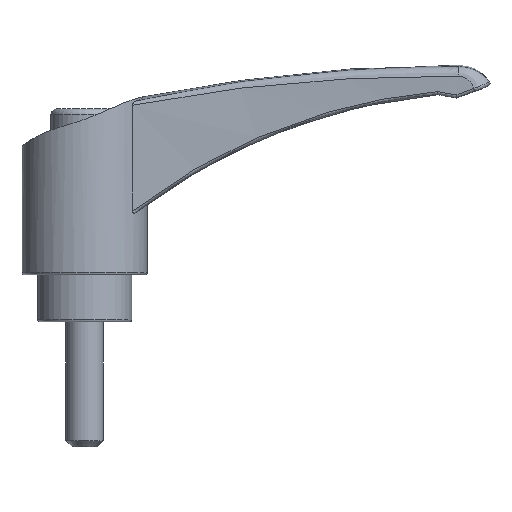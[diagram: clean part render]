
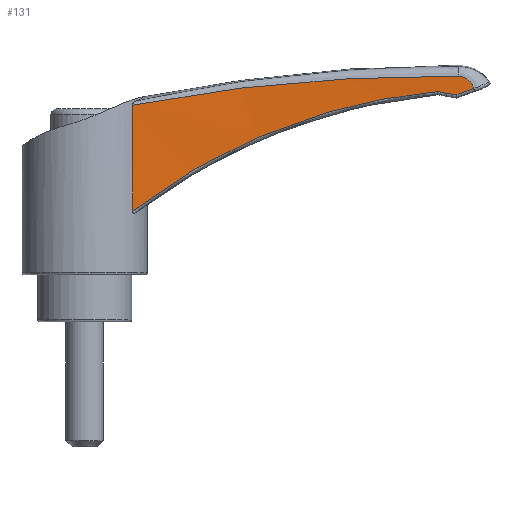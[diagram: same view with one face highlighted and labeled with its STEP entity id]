
A CAD part, front view. The second image highlights one B-rep face of the part: STEP entity #131.
In plain terms, the highlighted cylindrical face has radius 455.21 mm (diameter 910.421 mm), a partial arc.
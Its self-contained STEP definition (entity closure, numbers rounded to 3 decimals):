
#131 = ADVANCED_FACE( '', ( #283 ), #284, .F. );
#283 = FACE_OUTER_BOUND( '', #1898, .T. );
#284 = CYLINDRICAL_SURFACE( '', #1899, 455.21 );
#1898 = EDGE_LOOP( '', ( #2871, #2872, #2873, #2874, #2875, #2876 ) );
#1899 = AXIS2_PLACEMENT_3D( '', #2877, #2878, #2879 );
#2871 = ORIENTED_EDGE( '', *, *, #3098, .F. );
#2872 = ORIENTED_EDGE( '', *, *, #3140, .T. );
#2873 = ORIENTED_EDGE( '', *, *, #3043, .T. );
#2874 = ORIENTED_EDGE( '', *, *, #3141, .T. );
#2875 = ORIENTED_EDGE( '', *, *, #3131, .T. );
#2876 = ORIENTED_EDGE( '', *, *, #3135, .T. );
#2877 = CARTESIAN_POINT( '', ( 32.47, -460.96, 0. ) );
#2878 = DIRECTION( '', ( 0., 0., -1. ) );
#2879 = DIRECTION( '', ( 1., 0., 0. ) );
#3043 = EDGE_CURVE( '', #3221, #3219, #3222, .T. );
#3098 = EDGE_CURVE( '', #3307, #3309, #3310, .T. );
#3131 = EDGE_CURVE( '', #3345, #3353, #3354, .T. );
#3135 = EDGE_CURVE( '', #3353, #3309, #3358, .T. );
#3140 = EDGE_CURVE( '', #3307, #3221, #3365, .T. );
#3141 = EDGE_CURVE( '', #3219, #3345, #3366, .T. );
#3219 = VERTEX_POINT( '', #3775 );
#3221 = VERTEX_POINT( '', #3821 );
#3222 = B_SPLINE_CURVE_WITH_KNOTS( '', 3, ( #3822, #3823, #3824, #3825 ), .UNSPECIFIED., .F., .F., ( 4, 4 ), ( 0., 0.003 ), .UNSPECIFIED. );
#3307 = VERTEX_POINT( '', #4453 );
#3309 = VERTEX_POINT( '', #4502 );
#3310 = B_SPLINE_CURVE_WITH_KNOTS( '', 3, ( #4503, #4504, #4505, #4506 ), .UNSPECIFIED., .F., .F., ( 4, 4 ), ( 0.036, 0.975 ), .UNSPECIFIED. );
#3345 = VERTEX_POINT( '', #4880 );
#3353 = VERTEX_POINT( '', #4992 );
#3354 = B_SPLINE_CURVE_WITH_KNOTS( '', 3, ( #4993, #4994, #4995, #4996, #4997, #4998, #4999, #5000, #5001, #5002, #5003, #5004, #5005, #5006, #5007, #5008 ), .UNSPECIFIED., .F., .F., ( 4, 1, 1, 1, 1, 1, 1, 1, 1, 1, 1, 1, 1, 4 ), ( 0.145, 0.178, 0.211, 0.244, 0.304, 0.364, 0.427, 0.491, 0.618, 0.746, 0.81, 0.873, 0.936, 1. ), .UNSPECIFIED. );
#3358 = B_SPLINE_CURVE_WITH_KNOTS( '', 3, ( #5039, #5040, #5041, #5042, #5043, #5044, #5045, #5046, #5047, #5048, #5049, #5050, #5051, #5052, #5053, #5054, #5055, #5056, #5057, #5058, #5059 ), .UNSPECIFIED., .F., .F., ( 4, 1, 1, 1, 1, 1, 1, 1, 1, 1, 1, 1, 1, 1, 1, 1, 1, 1, 4 ), ( 0., 0.028, 0.056, 0.084, 0.112, 0.139, 0.167, 0.195, 0.223, 0.25, 0.376, 0.5, 0.625, 0.749, 0.8, 0.851, 0.901, 0.951, 1. ), .UNSPECIFIED. );
#3365 = B_SPLINE_CURVE_WITH_KNOTS( '', 3, ( #5066, #5067, #5068, #5069, #5070, #5071, #5072, #5073, #5074, #5075, #5076, #5077, #5078, #5079, #5080, #5081, #5082, #5083, #5084, #5085, #5086, #5087, #5088, #5089, #5090, #5091, #5092 ), .UNSPECIFIED., .F., .F., ( 4, 1, 1, 1, 1, 1, 2, 1, 2, 2, 1, 2, 1, 1, 1, 1, 1, 1, 1, 1, 4 ), ( 0., 0.003, 0.007, 0.01, 0.013, 0.017, 0.02, 0.021, 0.021, 0.021, 0.022, 0.023, 0.027, 0.03, 0.033, 0.037, 0.04, 0.043, 0.047, 0.05, 0.053 ), .UNSPECIFIED. );
#3366 = B_SPLINE_CURVE_WITH_KNOTS( '', 3, ( #5093, #5094, #5095, #5096 ), .UNSPECIFIED., .F., .F., ( 4, 4 ), ( 0., 0.003 ), .UNSPECIFIED. );
#3775 = CARTESIAN_POINT( '', ( 59.287, -6.541, 28.71 ) );
#3821 = CARTESIAN_POINT( '', ( 56.402, -6.38, 29.23 ) );
#3822 = CARTESIAN_POINT( '', ( 56.402, -6.38, 29.23 ) );
#3823 = CARTESIAN_POINT( '', ( 57.364, -6.43, 29.057 ) );
#3824 = CARTESIAN_POINT( '', ( 58.326, -6.484, 28.884 ) );
#3825 = CARTESIAN_POINT( '', ( 59.287, -6.541, 28.71 ) );
#4453 = CARTESIAN_POINT( '', ( 7.662, -6.426, 10.14 ) );
#4502 = CARTESIAN_POINT( '', ( 7.662, -6.426, 27.061 ) );
#4503 = CARTESIAN_POINT( '', ( 7.662, -6.426, 10.14 ) );
#4504 = CARTESIAN_POINT( '', ( 7.662, -6.426, 15.781 ) );
#4505 = CARTESIAN_POINT( '', ( 7.662, -6.426, 21.421 ) );
#4506 = CARTESIAN_POINT( '', ( 7.662, -6.426, 27.061 ) );
#4880 = CARTESIAN_POINT( '', ( 62.085, -6.714, 29.721 ) );
#4992 = CARTESIAN_POINT( '', ( 59.677, -6.564, 31.703 ) );
#4993 = CARTESIAN_POINT( '', ( 62.085, -6.714, 29.721 ) );
#4994 = CARTESIAN_POINT( '', ( 62.075, -6.714, 29.763 ) );
#4995 = CARTESIAN_POINT( '', ( 62.055, -6.712, 29.848 ) );
#4996 = CARTESIAN_POINT( '', ( 62.017, -6.71, 29.971 ) );
#4997 = CARTESIAN_POINT( '', ( 61.961, -6.706, 30.127 ) );
#4998 = CARTESIAN_POINT( '', ( 61.881, -6.701, 30.31 ) );
#4999 = CARTESIAN_POINT( '', ( 61.766, -6.694, 30.521 ) );
#5000 = CARTESIAN_POINT( '', ( 61.623, -6.684, 30.721 ) );
#5001 = CARTESIAN_POINT( '', ( 61.405, -6.671, 30.974 ) );
#5002 = CARTESIAN_POINT( '', ( 61.089, -6.65, 31.251 ) );
#5003 = CARTESIAN_POINT( '', ( 60.723, -6.628, 31.461 ) );
#5004 = CARTESIAN_POINT( '', ( 60.413, -6.608, 31.585 ) );
#5005 = CARTESIAN_POINT( '', ( 60.172, -6.594, 31.652 ) );
#5006 = CARTESIAN_POINT( '', ( 59.926, -6.579, 31.694 ) );
#5007 = CARTESIAN_POINT( '', ( 59.76, -6.569, 31.7 ) );
#5008 = CARTESIAN_POINT( '', ( 59.677, -6.564, 31.703 ) );
#5039 = CARTESIAN_POINT( '', ( 59.677, -6.564, 31.703 ) );
#5040 = CARTESIAN_POINT( '', ( 59.189, -6.535, 31.706 ) );
#5041 = CARTESIAN_POINT( '', ( 58.215, -6.478, 31.712 ) );
#5042 = CARTESIAN_POINT( '', ( 56.755, -6.398, 31.711 ) );
#5043 = CARTESIAN_POINT( '', ( 55.297, -6.322, 31.703 ) );
#5044 = CARTESIAN_POINT( '', ( 53.841, -6.251, 31.687 ) );
#5045 = CARTESIAN_POINT( '', ( 52.388, -6.185, 31.665 ) );
#5046 = CARTESIAN_POINT( '', ( 50.937, -6.124, 31.635 ) );
#5047 = CARTESIAN_POINT( '', ( 49.489, -6.068, 31.597 ) );
#5048 = CARTESIAN_POINT( '', ( 48.043, -6.016, 31.553 ) );
#5049 = CARTESIAN_POINT( '', ( 44.893, -5.913, 31.439 ) );
#5050 = CARTESIAN_POINT( '', ( 40.066, -5.798, 31.197 ) );
#5051 = CARTESIAN_POINT( '', ( 33.538, -5.736, 30.713 ) );
#5052 = CARTESIAN_POINT( '', ( 27.051, -5.767, 30.07 ) );
#5053 = CARTESIAN_POINT( '', ( 21.849, -5.866, 29.418 ) );
#5054 = CARTESIAN_POINT( '', ( 17.96, -5.979, 28.856 ) );
#5055 = CARTESIAN_POINT( '', ( 15.351, -6.069, 28.449 ) );
#5056 = CARTESIAN_POINT( '', ( 12.766, -6.174, 28.014 ) );
#5057 = CARTESIAN_POINT( '', ( 10.204, -6.292, 27.556 ) );
#5058 = CARTESIAN_POINT( '', ( 8.507, -6.382, 27.226 ) );
#5059 = CARTESIAN_POINT( '', ( 7.662, -6.426, 27.061 ) );
#5066 = CARTESIAN_POINT( '', ( 7.662, -6.426, 10.14 ) );
#5067 = CARTESIAN_POINT( '', ( 8.543, -6.378, 10.821 ) );
#5068 = CARTESIAN_POINT( '', ( 10.326, -6.286, 12.149 ) );
#5069 = CARTESIAN_POINT( '', ( 13.062, -6.161, 14.039 ) );
#5070 = CARTESIAN_POINT( '', ( 15.86, -6.05, 15.828 ) );
#5071 = CARTESIAN_POINT( '', ( 18.72, -5.955, 17.516 ) );
#5072 = CARTESIAN_POINT( '', ( 21.641, -5.876, 19.103 ) );
#5073 = CARTESIAN_POINT( '', ( 23.631, -5.835, 20.093 ) );
#5074 = CARTESIAN_POINT( '', ( 24.887, -5.813, 20.691 ) );
#5075 = CARTESIAN_POINT( '', ( 25.202, -5.808, 20.839 ) );
#5076 = CARTESIAN_POINT( '', ( 25.518, -5.803, 20.985 ) );
#5077 = CARTESIAN_POINT( '', ( 25.644, -5.801, 21.043 ) );
#5078 = CARTESIAN_POINT( '', ( 25.707, -5.8, 21.073 ) );
#5079 = CARTESIAN_POINT( '', ( 25.897, -5.797, 21.16 ) );
#5080 = CARTESIAN_POINT( '', ( 26.531, -5.788, 21.449 ) );
#5081 = CARTESIAN_POINT( '', ( 27.166, -5.781, 21.73 ) );
#5082 = CARTESIAN_POINT( '', ( 28.695, -5.765, 22.392 ) );
#5083 = CARTESIAN_POINT( '', ( 30.743, -5.75, 23.234 ) );
#5084 = CARTESIAN_POINT( '', ( 33.846, -5.749, 24.383 ) );
#5085 = CARTESIAN_POINT( '', ( 36.978, -5.769, 25.419 ) );
#5086 = CARTESIAN_POINT( '', ( 40.141, -5.811, 26.341 ) );
#5087 = CARTESIAN_POINT( '', ( 43.332, -5.876, 27.15 ) );
#5088 = CARTESIAN_POINT( '', ( 46.554, -5.964, 27.847 ) );
#5089 = CARTESIAN_POINT( '', ( 49.805, -6.076, 28.43 ) );
#5090 = CARTESIAN_POINT( '', ( 53.086, -6.213, 28.898 ) );
#5091 = CARTESIAN_POINT( '', ( 55.293, -6.321, 29.133 ) );
#5092 = CARTESIAN_POINT( '', ( 56.402, -6.38, 29.23 ) );
#5093 = CARTESIAN_POINT( '', ( 59.287, -6.541, 28.71 ) );
#5094 = CARTESIAN_POINT( '', ( 60.22, -6.596, 29.048 ) );
#5095 = CARTESIAN_POINT( '', ( 61.153, -6.654, 29.384 ) );
#5096 = CARTESIAN_POINT( '', ( 62.085, -6.714, 29.721 ) );
